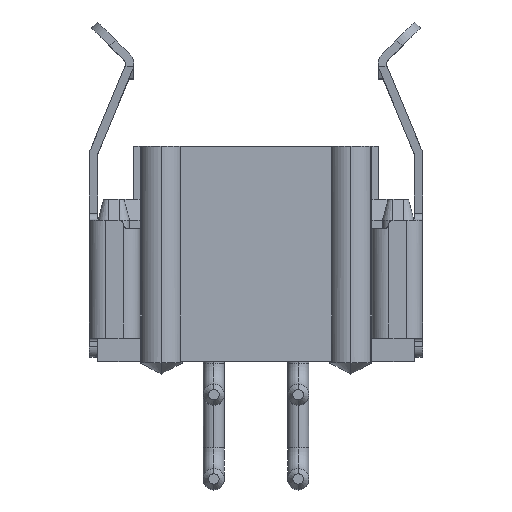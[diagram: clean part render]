
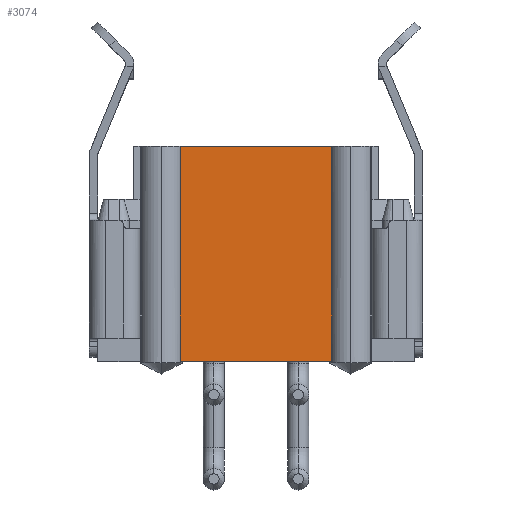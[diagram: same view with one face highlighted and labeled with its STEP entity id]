
A CAD part, top view. The second image highlights one B-rep face of the part: STEP entity #3074.
In plain terms, the highlighted planar face has unit normal (0, 0, 1).
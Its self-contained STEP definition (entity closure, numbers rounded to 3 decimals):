
#82=DIRECTION('',(-1.,0.,0.));
#83=VECTOR('',#82,3.583);
#84=CARTESIAN_POINT('',(1.792,0.,2.775));
#85=LINE('',#84,#83);
#494=DIRECTION('',(-1.,0.,0.));
#495=VECTOR('',#494,3.583);
#496=CARTESIAN_POINT('',(1.792,5.1,2.775));
#497=LINE('',#496,#495);
#638=DIRECTION('',(0.,1.,0.));
#639=VECTOR('',#638,5.1);
#640=CARTESIAN_POINT('',(-1.792,0.,2.775));
#641=LINE('',#640,#639);
#645=DIRECTION('',(0.,-1.,0.));
#646=VECTOR('',#645,5.1);
#647=CARTESIAN_POINT('',(1.792,5.1,2.775));
#648=LINE('',#647,#646);
#2650=CARTESIAN_POINT('',(1.792,0.,2.775));
#2652=VERTEX_POINT('',#2650);
#2658=CARTESIAN_POINT('',(1.792,5.1,2.775));
#2659=VERTEX_POINT('',#2658);
#2670=CARTESIAN_POINT('',(-1.792,0.,2.775));
#2672=VERTEX_POINT('',#2670);
#2678=CARTESIAN_POINT('',(-1.792,5.1,2.775));
#2679=VERTEX_POINT('',#2678);
#3061=CARTESIAN_POINT('',(2.75,0.,2.775));
#3062=DIRECTION('',(0.,0.,1.));
#3063=DIRECTION('',(-1.,0.,0.));
#3064=AXIS2_PLACEMENT_3D('',#3061,#3062,#3063);
#3065=PLANE('',#3064);
#3067=ORIENTED_EDGE('',*,*,#3066,.T.);
#3068=ORIENTED_EDGE('',*,*,#2995,.F.);
#3070=ORIENTED_EDGE('',*,*,#3069,.T.);
#3071=ORIENTED_EDGE('',*,*,#2779,.T.);
#3072=EDGE_LOOP('',(#3067,#3068,#3070,#3071));
#3073=FACE_OUTER_BOUND('',#3072,.F.);
#2779=EDGE_CURVE('',#2652,#2672,#85,.T.);
#2995=EDGE_CURVE('',#2659,#2679,#497,.T.);
#3066=EDGE_CURVE('',#2672,#2679,#641,.T.);
#3069=EDGE_CURVE('',#2659,#2652,#648,.T.);
#3074=ADVANCED_FACE('',(#3073),#3065,.T.);
